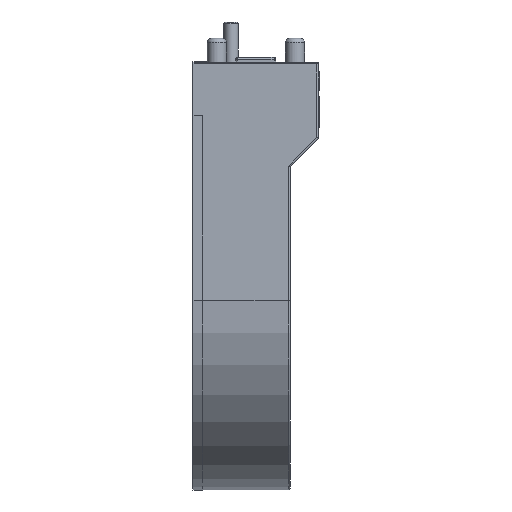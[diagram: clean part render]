
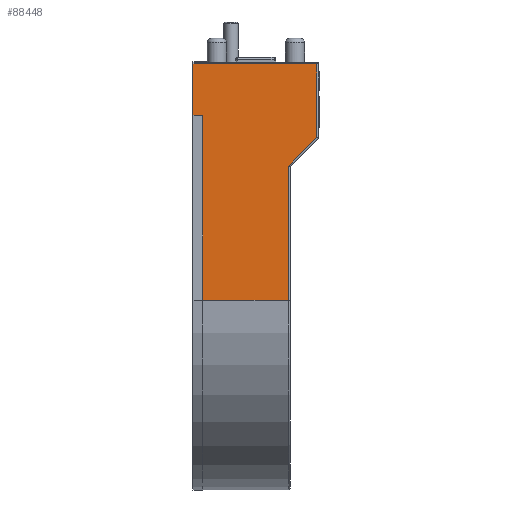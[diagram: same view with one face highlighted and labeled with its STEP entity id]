
A CAD part, left-side view. The second image highlights one B-rep face of the part: STEP entity #88448.
In plain terms, the highlighted planar face has unit normal (-1, 0, 0).
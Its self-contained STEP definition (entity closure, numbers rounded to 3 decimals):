
#6602=ORIENTED_EDGE('',*,*,#25310,.F.);
#6603=ORIENTED_EDGE('',*,*,#25502,.F.);
#6604=ORIENTED_EDGE('',*,*,#25503,.T.);
#6605=ORIENTED_EDGE('',*,*,#25423,.T.);
#6606=ORIENTED_EDGE('',*,*,#25421,.T.);
#6607=ORIENTED_EDGE('',*,*,#25416,.T.);
#6608=ORIENTED_EDGE('',*,*,#25413,.T.);
#6609=ORIENTED_EDGE('',*,*,#25504,.F.);
#25310=EDGE_CURVE('',#34825,#34826,#40984,.T.);
#25413=EDGE_CURVE('',#34880,#34882,#41045,.T.);
#25416=EDGE_CURVE('',#34884,#34880,#41047,.T.);
#25421=EDGE_CURVE('',#34886,#34884,#41050,.T.);
#25423=EDGE_CURVE('',#34887,#34886,#41051,.T.);
#25502=EDGE_CURVE('',#34941,#34825,#41111,.T.);
#25503=EDGE_CURVE('',#34941,#34887,#41112,.T.);
#25504=EDGE_CURVE('',#34826,#34882,#41113,.T.);
#34825=VERTEX_POINT('',#116143);
#34826=VERTEX_POINT('',#116145);
#34880=VERTEX_POINT('',#116339);
#34882=VERTEX_POINT('',#116348);
#34884=VERTEX_POINT('',#116354);
#34886=VERTEX_POINT('',#116362);
#34887=VERTEX_POINT('',#116367);
#34941=VERTEX_POINT('',#116527);
#40984=LINE('',#116144,#47112);
#41045=LINE('',#116350,#47173);
#41047=LINE('',#116355,#47175);
#41050=LINE('',#116364,#47178);
#41051=LINE('',#116368,#47179);
#41111=LINE('',#116526,#47239);
#41112=LINE('',#116528,#47240);
#41113=LINE('',#116529,#47241);
#47112=VECTOR('',#98134,1000.);
#47173=VECTOR('',#98369,1000.);
#47175=VECTOR('',#98375,1000.);
#47178=VECTOR('',#98386,1000.);
#47179=VECTOR('',#98391,1000.);
#47239=VECTOR('',#98541,1000.);
#47240=VECTOR('',#98542,1000.);
#47241=VECTOR('',#98543,1000.);
#52906=EDGE_LOOP('',(#6602,#6603,#6604,#6605,#6606,#6607,#6608,#6609));
#57764=FACE_BOUND('',#52906,.T.);
#62477=PLANE('',#92604);
#88448=ADVANCED_FACE('',(#57764),#62477,.T.);
#92604=AXIS2_PLACEMENT_3D('',#116525,#98539,#98540);
#98134=DIRECTION('',(0.,1.,0.));
#98369=DIRECTION('',(0.,1.,0.));
#98375=DIRECTION('',(0.,0.,1.));
#98386=DIRECTION('',(0.,-0.707,0.707));
#98391=DIRECTION('',(0.,0.,1.));
#98539=DIRECTION('',(-1.,0.,0.));
#98540=DIRECTION('',(0.,0.,-1.));
#98541=DIRECTION('',(0.,0.,1.));
#98542=DIRECTION('',(0.,-1.,0.));
#98543=DIRECTION('',(0.,0.,1.));
#116143=CARTESIAN_POINT('',(-19.9,9.2,19.4));
#116144=CARTESIAN_POINT('',(-19.9,-3.,19.4));
#116145=CARTESIAN_POINT('',(-19.9,10.2,19.4));
#116339=CARTESIAN_POINT('',(-19.9,-2.8,24.8));
#116348=CARTESIAN_POINT('',(-19.9,10.2,24.8));
#116350=CARTESIAN_POINT('',(-19.9,-3.,24.8));
#116354=CARTESIAN_POINT('',(-19.9,-2.8,17.083));
#116355=CARTESIAN_POINT('',(-19.9,-2.8,25.));
#116362=CARTESIAN_POINT('',(-19.9,0.2,14.083));
#116364=CARTESIAN_POINT('',(-19.9,-2.859,17.141));
#116367=CARTESIAN_POINT('',(-19.9,0.2,0.));
#116368=CARTESIAN_POINT('',(-19.9,0.2,14.));
#116525=CARTESIAN_POINT('',(-19.9,-3.,17.));
#116526=CARTESIAN_POINT('',(-19.9,9.2,17.));
#116527=CARTESIAN_POINT('',(-19.9,9.2,0.));
#116528=CARTESIAN_POINT('',(-19.9,-3.,0.));
#116529=CARTESIAN_POINT('',(-19.9,10.2,0.));
